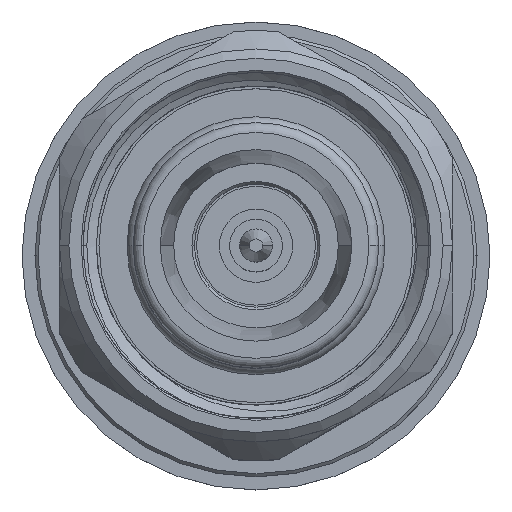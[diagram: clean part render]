
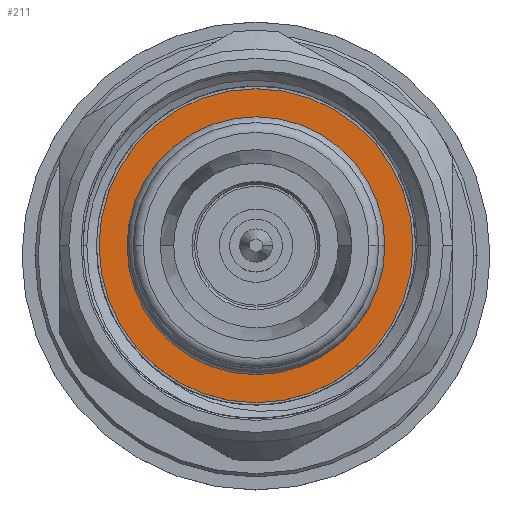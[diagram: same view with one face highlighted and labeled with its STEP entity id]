
A CAD part, top view. The second image highlights one B-rep face of the part: STEP entity #211.
In plain terms, the highlighted face is planar.
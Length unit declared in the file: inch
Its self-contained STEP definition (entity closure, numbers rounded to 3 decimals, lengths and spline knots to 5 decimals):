
#211 = ADVANCED_FACE ( 'NONE', ( #17962, #6152 ), #15236, .F. ) ;
#693 = ORIENTED_EDGE ( 'NONE', *, *, #23811, .F. ) ;
#1266 = CARTESIAN_POINT ( 'NONE',  ( 0.32457, 0., 0. ) ) ;
#3048 = DIRECTION ( 'NONE',  ( 0., 0., 1. ) ) ;
#3272 = VERTEX_POINT ( 'NONE', #7400 ) ;
#5353 = VERTEX_POINT ( 'NONE', #37281 ) ;
#6131 = DIRECTION ( 'NONE',  ( 0., 0., 1. ) ) ;
#6152 = FACE_OUTER_BOUND ( 'NONE', #6761, .T. ) ;
#6761 = EDGE_LOOP ( 'NONE', ( #50923, #51617 ) ) ;
#6854 = AXIS2_PLACEMENT_3D ( 'NONE', #1266, #9216, #37124 ) ;
#7400 = CARTESIAN_POINT ( 'NONE',  ( 0.32457, 0., -0.25162 ) ) ;
#9216 = DIRECTION ( 'NONE',  ( -1., 0., 0. ) ) ;
#9962 = CARTESIAN_POINT ( 'NONE',  ( 0.32457, 0., 0. ) ) ;
#10800 = CARTESIAN_POINT ( 'NONE',  ( 0.32457, 0., -0.1889 ) ) ;
#14986 = DIRECTION ( 'NONE',  ( 0., 0., 1. ) ) ;
#15236 = PLANE ( 'NONE',  #42186 ) ;
#16969 = CARTESIAN_POINT ( 'NONE',  ( 0.32457, 0., 0.25162 ) ) ;
#17962 = FACE_BOUND ( 'NONE', #45675, .T. ) ;
#21477 = DIRECTION ( 'NONE',  ( -1., 0., 0. ) ) ;
#21798 = DIRECTION ( 'NONE',  ( -1., 0., 0. ) ) ;
#23016 = VERTEX_POINT ( 'NONE', #10800 ) ;
#23811 = EDGE_CURVE ( 'NONE', #23016, #5353, #38867, .T. ) ;
#24196 = AXIS2_PLACEMENT_3D ( 'NONE', #9962, #21477, #14986 ) ;
#26501 = DIRECTION ( 'NONE',  ( 1., 0., 0. ) ) ;
#26920 = CARTESIAN_POINT ( 'NONE',  ( 0.32457, 0., 0. ) ) ;
#28386 = VERTEX_POINT ( 'NONE', #16969 ) ;
#31159 = CIRCLE ( 'NONE', #49377, 0.25162 ) ;
#31858 = CIRCLE ( 'NONE', #6854, 0.25162 ) ;
#32909 = ORIENTED_EDGE ( 'NONE', *, *, #43013, .F. ) ;
#33683 = EDGE_CURVE ( 'NONE', #3272, #28386, #31159, .T. ) ;
#37124 = DIRECTION ( 'NONE',  ( 0., 0., 1. ) ) ;
#37281 = CARTESIAN_POINT ( 'NONE',  ( 0.32457, 0., 0.1889 ) ) ;
#38867 = CIRCLE ( 'NONE', #42269, 0.1889 ) ;
#42186 = AXIS2_PLACEMENT_3D ( 'NONE', #50291, #26501, #46161 ) ;
#42269 = AXIS2_PLACEMENT_3D ( 'NONE', #26920, #43266, #3048 ) ;
#43013 = EDGE_CURVE ( 'NONE', #5353, #23016, #51450, .T. ) ;
#43266 = DIRECTION ( 'NONE',  ( -1., 0., 0. ) ) ;
#44674 = EDGE_CURVE ( 'NONE', #28386, #3272, #31858, .T. ) ;
#45675 = EDGE_LOOP ( 'NONE', ( #32909, #693 ) ) ;
#45847 = CARTESIAN_POINT ( 'NONE',  ( 0.32457, 0., 0. ) ) ;
#46161 = DIRECTION ( 'NONE',  ( 0., 0., -1. ) ) ;
#49377 = AXIS2_PLACEMENT_3D ( 'NONE', #45847, #21798, #6131 ) ;
#50291 = CARTESIAN_POINT ( 'NONE',  ( 0.32457, 0.25162, 0. ) ) ;
#50923 = ORIENTED_EDGE ( 'NONE', *, *, #44674, .T. ) ;
#51450 = CIRCLE ( 'NONE', #24196, 0.1889 ) ;
#51617 = ORIENTED_EDGE ( 'NONE', *, *, #33683, .T. ) ;
